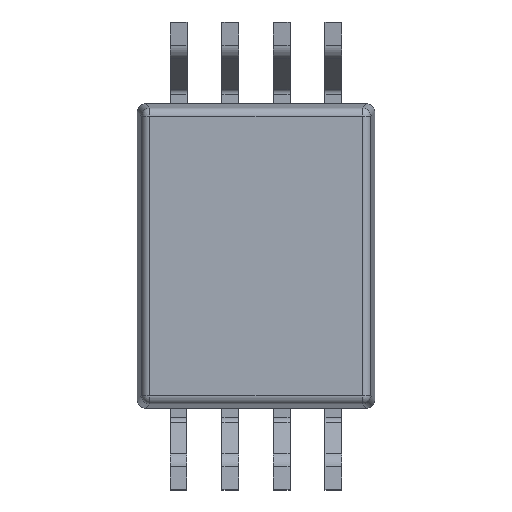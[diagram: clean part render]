
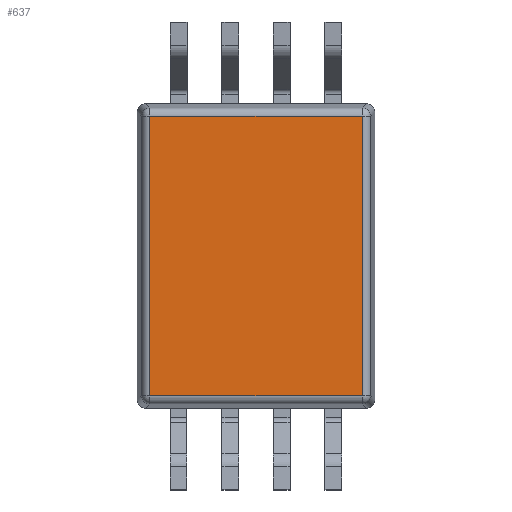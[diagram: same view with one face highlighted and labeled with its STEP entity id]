
A CAD part, front view. The second image highlights one B-rep face of the part: STEP entity #637.
In plain terms, the highlighted planar face has unit normal (0, -1, 0).
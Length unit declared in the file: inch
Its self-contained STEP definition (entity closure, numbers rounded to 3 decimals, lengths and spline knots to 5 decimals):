
#396 = FACE_OUTER_BOUND ( 'NONE', #4191, .T. ) ;
#610 = DIRECTION ( 'NONE',  ( 0., 0., 1. ) ) ;
#637 = ADVANCED_FACE ( 'NONE', ( #396 ), #4094, .T. ) ;
#742 = EDGE_CURVE ( 'NONE', #6085, #4043, #2431, .T. ) ;
#836 = CARTESIAN_POINT ( 'NONE',  ( -0.10328, -0.05, 0.13576 ) ) ;
#904 = EDGE_CURVE ( 'NONE', #7089, #9593, #6714, .T. ) ;
#1869 = EDGE_CURVE ( 'NONE', #9593, #6085, #11073, .T. ) ;
#2259 = CARTESIAN_POINT ( 'NONE',  ( -0.11516, -0.05, -0.14764 ) ) ;
#2431 = LINE ( 'NONE', #8356, #9592 ) ;
#3121 = EDGE_CURVE ( 'NONE', #4043, #7089, #11044, .T. ) ;
#4043 = VERTEX_POINT ( 'NONE', #10237 ) ;
#4094 = PLANE ( 'NONE',  #4704 ) ;
#4104 = CARTESIAN_POINT ( 'NONE',  ( -0.10328, -0.05, -0.13576 ) ) ;
#4191 = EDGE_LOOP ( 'NONE', ( #6162, #4906, #9920, #5150 ) ) ;
#4704 = AXIS2_PLACEMENT_3D ( 'NONE', #2259, #4903, #7492 ) ;
#4903 = DIRECTION ( 'NONE',  ( 0., -1., 0. ) ) ;
#4906 = ORIENTED_EDGE ( 'NONE', *, *, #742, .T. ) ;
#5087 = VECTOR ( 'NONE', #10409, 39.37008 ) ;
#5150 = ORIENTED_EDGE ( 'NONE', *, *, #904, .T. ) ;
#5875 = CARTESIAN_POINT ( 'NONE',  ( 0.10328, -0.05, 0.13576 ) ) ;
#5913 = DIRECTION ( 'NONE',  ( -1., 0., 0. ) ) ;
#6085 = VERTEX_POINT ( 'NONE', #8328 ) ;
#6162 = ORIENTED_EDGE ( 'NONE', *, *, #1869, .T. ) ;
#6378 = VECTOR ( 'NONE', #5913, 39.37008 ) ;
#6702 = DIRECTION ( 'NONE',  ( 1., 0., 0. ) ) ;
#6714 = LINE ( 'NONE', #836, #5087 ) ;
#7089 = VERTEX_POINT ( 'NONE', #10283 ) ;
#7492 = DIRECTION ( 'NONE',  ( 0., 0., -1. ) ) ;
#7928 = VECTOR ( 'NONE', #6702, 39.37008 ) ;
#8328 = CARTESIAN_POINT ( 'NONE',  ( 0.10328, -0.05, -0.13576 ) ) ;
#8356 = CARTESIAN_POINT ( 'NONE',  ( 0.10328, -0.05, -0.13576 ) ) ;
#9434 = CARTESIAN_POINT ( 'NONE',  ( -0.10328, -0.05, -0.13576 ) ) ;
#9592 = VECTOR ( 'NONE', #610, 39.37008 ) ;
#9593 = VERTEX_POINT ( 'NONE', #9434 ) ;
#9920 = ORIENTED_EDGE ( 'NONE', *, *, #3121, .T. ) ;
#10237 = CARTESIAN_POINT ( 'NONE',  ( 0.10328, -0.05, 0.13576 ) ) ;
#10283 = CARTESIAN_POINT ( 'NONE',  ( -0.10328, -0.05, 0.13576 ) ) ;
#10409 = DIRECTION ( 'NONE',  ( 0., 0., -1. ) ) ;
#11044 = LINE ( 'NONE', #5875, #6378 ) ;
#11073 = LINE ( 'NONE', #4104, #7928 ) ;
